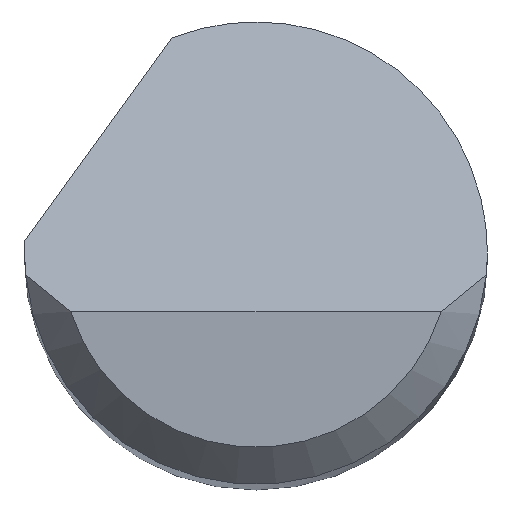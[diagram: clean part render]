
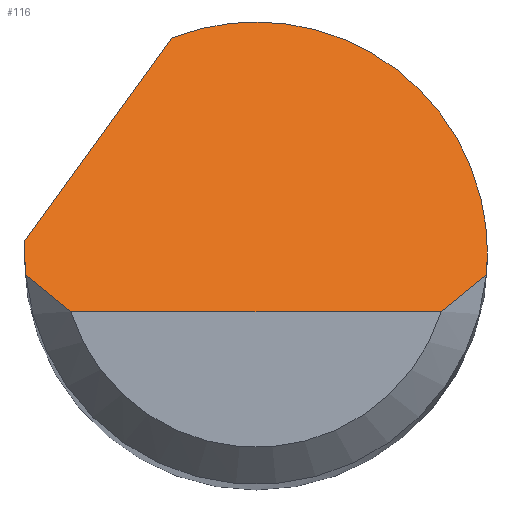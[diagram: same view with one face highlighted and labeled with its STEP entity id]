
A CAD part, top view. The second image highlights one B-rep face of the part: STEP entity #116.
In plain terms, the highlighted planar face has unit normal (0, 0.707, 0.707).
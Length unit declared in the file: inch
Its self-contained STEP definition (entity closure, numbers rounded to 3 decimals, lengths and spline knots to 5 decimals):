
#18 = ORIENTED_EDGE ( 'NONE', *, *, #52, .F. ) ;
#22 = CARTESIAN_POINT ( 'NONE',  ( -0.09375, -0.00292, 1.97917 ) ) ;
#45 = CARTESIAN_POINT ( 'NONE',  ( -0.07508, -0.02375, 2. ) ) ;
#52 = EDGE_CURVE ( 'NONE', #328, #260, #1189, .T. ) ;
#81 = CARTESIAN_POINT ( 'NONE',  ( -0.03394, 0.08739, 1.88886 ) ) ;
#89 = CARTESIAN_POINT ( 'NONE',  ( 0.09334, -0.00875, 1.985 ) ) ;
#92 = EDGE_CURVE ( 'NONE', #260, #819, #308, .T. ) ;
#99 = CARTESIAN_POINT ( 'NONE',  ( -0.09362, 0.005, 1.97125 ) ) ;
#102 = CARTESIAN_POINT ( 'NONE',  ( -0.09375, -0.02375, 2. ) ) ;
#110 = ORIENTED_EDGE ( 'NONE', *, *, #407, .T. ) ;
#116 = ADVANCED_FACE ( 'NONE', ( #566 ), #201, .F. ) ;
#122 = ORIENTED_EDGE ( 'NONE', *, *, #92, .F. ) ;
#124 = EDGE_CURVE ( 'NONE', #298, #819, #241, .T. ) ;
#130 = ORIENTED_EDGE ( 'NONE', *, *, #433, .F. ) ;
#140 = CARTESIAN_POINT ( 'NONE',  ( -0.08157, -0.019, 1.99525 ) ) ;
#163 = ORIENTED_EDGE ( 'NONE', *, *, #564, .T. ) ;
#167 = EDGE_LOOP ( 'NONE', ( #110, #455, #122, #18, #1072, #906, #130, #163 ) ) ;
#201 = PLANE ( 'NONE',  #916 ) ;
#209 = DIRECTION ( 'NONE',  ( 0.456, 0.629, -0.629 ) ) ;
#217 = LINE ( 'NONE', #1049, #999 ) ;
#231 =( BOUNDED_CURVE ( )  B_SPLINE_CURVE ( 3, ( #603, #978, #702, #99 ),
 .UNSPECIFIED., .F., .T. ) 
 B_SPLINE_CURVE_WITH_KNOTS ( ( 4, 4 ),
 ( 4.71239, 4.76575 ),
 .UNSPECIFIED. ) 
 CURVE ( )  GEOMETRIC_REPRESENTATION_ITEM ( )  RATIONAL_B_SPLINE_CURVE ( ( 1., 1., 1., 1. ) ) 
 REPRESENTATION_ITEM ( '' )  );
#241 = B_SPLINE_CURVE_WITH_KNOTS ( 'NONE', 3,
 ( #661, #386, #469, #860 ),
 .UNSPECIFIED., .F., .F.,
 ( 4, 4 ),
 ( 0., 0.00071 ),
 .UNSPECIFIED. ) ;
#258 = VERTEX_POINT ( 'NONE', #1183 ) ;
#260 = VERTEX_POINT ( 'NONE', #803 ) ;
#293 = CARTESIAN_POINT ( 'NONE',  ( -0.09361, -0.00584, 1.98209 ) ) ;
#298 = VERTEX_POINT ( 'NONE', #565 ) ;
#308 =( BOUNDED_CURVE ( )  B_SPLINE_CURVE ( 3, ( #459, #1137, #1043, #89 ),
 .UNSPECIFIED., .F., .T. ) 
 B_SPLINE_CURVE_WITH_KNOTS ( ( 4, 4 ),
 ( 1.5708, 1.66427 ),
 .UNSPECIFIED. ) 
 CURVE ( )  GEOMETRIC_REPRESENTATION_ITEM ( )  RATIONAL_B_SPLINE_CURVE ( ( 1., 0.999, 0.999, 1. ) ) 
 REPRESENTATION_ITEM ( '' )  );
#310 = CARTESIAN_POINT ( 'NONE',  ( -0.09375, 0., 1.97625 ) ) ;
#328 = VERTEX_POINT ( 'NONE', #81 ) ;
#351 =( BOUNDED_CURVE ( )  B_SPLINE_CURVE ( 3, ( #885, #293, #22, #310 ),
 .UNSPECIFIED., .F., .T. ) 
 B_SPLINE_CURVE_WITH_KNOTS ( ( 4, 4 ),
 ( 4.61892, 4.71239 ),
 .UNSPECIFIED. ) 
 CURVE ( )  GEOMETRIC_REPRESENTATION_ITEM ( )  RATIONAL_B_SPLINE_CURVE ( ( 1., 0.999, 0.999, 1. ) ) 
 REPRESENTATION_ITEM ( '' )  );
#386 = CARTESIAN_POINT ( 'NONE',  ( 0.08157, -0.019, 1.99525 ) ) ;
#407 = EDGE_CURVE ( 'NONE', #921, #298, #217, .T. ) ;
#433 = EDGE_CURVE ( 'NONE', #258, #451, #351, .T. ) ;
#451 = VERTEX_POINT ( 'NONE', #1165 ) ;
#455 = ORIENTED_EDGE ( 'NONE', *, *, #124, .T. ) ;
#459 = CARTESIAN_POINT ( 'NONE',  ( 0.09375, 0., 1.97625 ) ) ;
#469 = CARTESIAN_POINT ( 'NONE',  ( 0.08761, -0.01397, 1.99022 ) ) ;
#510 = CARTESIAN_POINT ( 'NONE',  ( -0.08761, -0.01397, 1.99022 ) ) ;
#521 = CARTESIAN_POINT ( 'NONE',  ( -0.07508, -0.02375, 2. ) ) ;
#564 = EDGE_CURVE ( 'NONE', #258, #921, #762, .T. ) ;
#565 = CARTESIAN_POINT ( 'NONE',  ( 0.07508, -0.02375, 2. ) ) ;
#566 = FACE_OUTER_BOUND ( 'NONE', #167, .T. ) ;
#576 = DIRECTION ( 'NONE',  ( 0., 0.707, -0.707 ) ) ;
#579 = EDGE_CURVE ( 'NONE', #451, #1047, #231, .T. ) ;
#597 = DIRECTION ( 'NONE',  ( 1., 0., 0. ) ) ;
#603 = CARTESIAN_POINT ( 'NONE',  ( -0.09375, 0., 1.97625 ) ) ;
#635 = CARTESIAN_POINT ( 'NONE',  ( 0.03379, 0.11369, 1.86256 ) ) ;
#640 = CARTESIAN_POINT ( 'NONE',  ( -0.09362, 0.005, 1.97125 ) ) ;
#641 = CARTESIAN_POINT ( 'NONE',  ( 0.09375, 0.07266, 1.90359 ) ) ;
#661 = CARTESIAN_POINT ( 'NONE',  ( 0.07508, -0.02375, 2. ) ) ;
#702 = CARTESIAN_POINT ( 'NONE',  ( -0.09371, 0.00333, 1.97292 ) ) ;
#762 = B_SPLINE_CURVE_WITH_KNOTS ( 'NONE', 3,
 ( #1142, #510, #140, #45 ),
 .UNSPECIFIED., .F., .F.,
 ( 4, 4 ),
 ( 0., 0.00071 ),
 .UNSPECIFIED. ) ;
#781 = CARTESIAN_POINT ( 'NONE',  ( -0.11014, -0.01781, 1.99406 ) ) ;
#803 = CARTESIAN_POINT ( 'NONE',  ( 0.09375, 0., 1.97625 ) ) ;
#815 = CARTESIAN_POINT ( 'NONE',  ( -0.03394, 0.08739, 1.88886 ) ) ;
#819 = VERTEX_POINT ( 'NONE', #1007 ) ;
#821 = VECTOR ( 'NONE', #209, 39.37008 ) ;
#851 = DIRECTION ( 'NONE',  ( 0., -0.707, -0.707 ) ) ;
#860 = CARTESIAN_POINT ( 'NONE',  ( 0.09334, -0.00875, 1.985 ) ) ;
#885 = CARTESIAN_POINT ( 'NONE',  ( -0.09334, -0.00875, 1.985 ) ) ;
#906 = ORIENTED_EDGE ( 'NONE', *, *, #579, .F. ) ;
#916 = AXIS2_PLACEMENT_3D ( 'NONE', #102, #851, #576 ) ;
#921 = VERTEX_POINT ( 'NONE', #521 ) ;
#978 = CARTESIAN_POINT ( 'NONE',  ( -0.09375, 0.00167, 1.97458 ) ) ;
#999 = VECTOR ( 'NONE', #597, 39.37008 ) ;
#1007 = CARTESIAN_POINT ( 'NONE',  ( 0.09334, -0.00875, 1.985 ) ) ;
#1043 = CARTESIAN_POINT ( 'NONE',  ( 0.09361, -0.00584, 1.98209 ) ) ;
#1047 = VERTEX_POINT ( 'NONE', #640 ) ;
#1049 = CARTESIAN_POINT ( 'NONE',  ( 0., -0.02375, 2. ) ) ;
#1072 = ORIENTED_EDGE ( 'NONE', *, *, #1216, .F. ) ;
#1137 = CARTESIAN_POINT ( 'NONE',  ( 0.09375, -0.00292, 1.97917 ) ) ;
#1138 = LINE ( 'NONE', #781, #821 ) ;
#1142 = CARTESIAN_POINT ( 'NONE',  ( -0.09334, -0.00875, 1.985 ) ) ;
#1165 = CARTESIAN_POINT ( 'NONE',  ( -0.09375, 0., 1.97625 ) ) ;
#1183 = CARTESIAN_POINT ( 'NONE',  ( -0.09334, -0.00875, 1.985 ) ) ;
#1188 = CARTESIAN_POINT ( 'NONE',  ( 0.09375, 0., 1.97625 ) ) ;
#1189 =( BOUNDED_CURVE ( )  B_SPLINE_CURVE ( 3, ( #815, #635, #641, #1188 ),
 .UNSPECIFIED., .F., .T. ) 
 B_SPLINE_CURVE_WITH_KNOTS ( ( 4, 4 ),
 ( 5.91277, 7.85398 ),
 .UNSPECIFIED. ) 
 CURVE ( )  GEOMETRIC_REPRESENTATION_ITEM ( )  RATIONAL_B_SPLINE_CURVE ( ( 1., 0.71, 0.71, 1. ) ) 
 REPRESENTATION_ITEM ( '' )  );
#1216 = EDGE_CURVE ( 'NONE', #1047, #328, #1138, .T. ) ;
